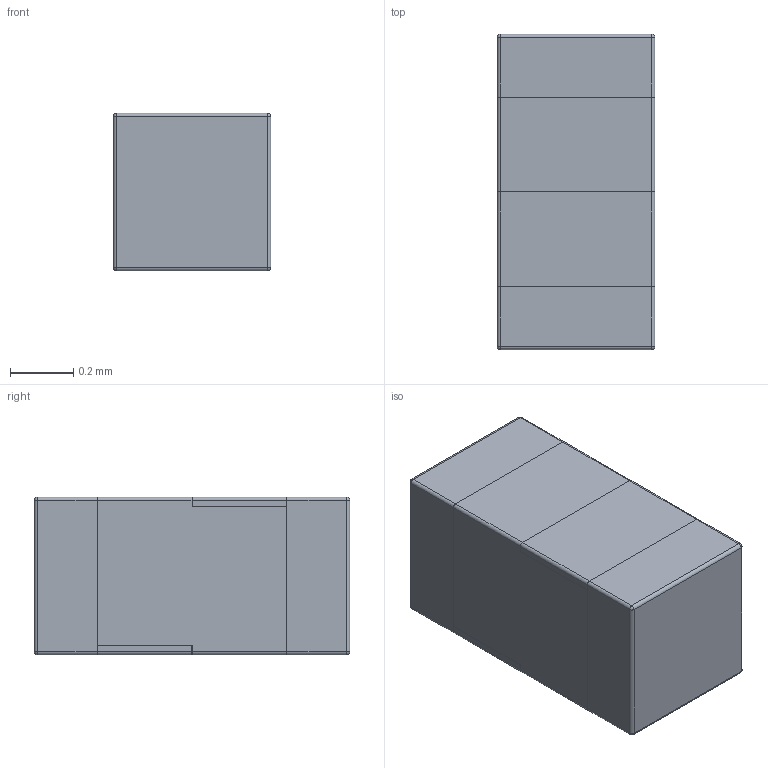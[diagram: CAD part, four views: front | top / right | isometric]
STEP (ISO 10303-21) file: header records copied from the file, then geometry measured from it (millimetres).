
FILE_DESCRIPTION(/* description */ ('Unknown'),/* implementation_level */ '2;1');
FILE_NAME(/* name */ '7447840xxx _0402',/* time_stamp */ '2019-10-23T09:46:00+02:00',/* author */ ('Unknown'),/* organization */ ('Unknown'),/* preprocessor_version */ 'ST-DEVELOPER v16.7',/* originating_system */ 'DEX',/* authorisation */ $);
FILE_SCHEMA (('AUTOMOTIVE_DESIGN {1 0 10303 214 3 1 1}'));
Length unit declared in the file: millimetre
Products named in the file (5): 7447840xxx _0402; ceramic; Pad ; Marking; Pad _mir1
Assembly tree (5 placements, depth 2):
  7447840xxx _0402
    ceramic
    Pad 
    Marking  x2
    Pad _mir1
Bounding box: 0.5 x 1 x 0.5 mm (x, y, z)
Volume: 0.2 mm3; surface area: 4.1 mm2
Topology: 5 solids, 5 shells, 66 faces, 152 edges, 88 vertices
Faces by surface type: plane 34, cylinder 24, sphere 8
Entity records: 1699 total; most frequent: DIRECTION 298, CARTESIAN_POINT 266, ORIENTED_EDGE 252, EDGE_CURVE 126, AXIS2_PLACEMENT_3D 108, LINE 82, VECTOR 82, VERTEX_POINT 76
